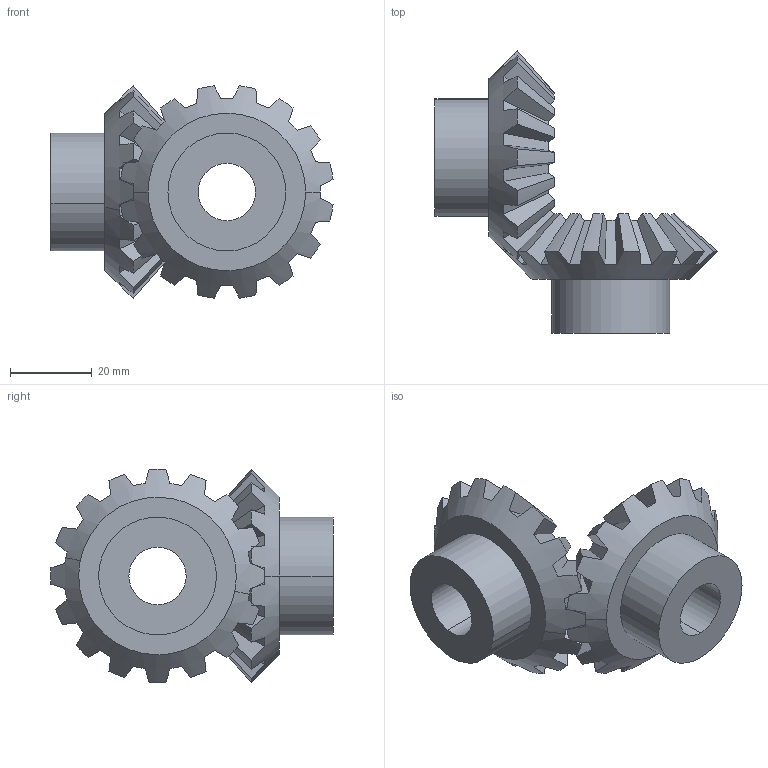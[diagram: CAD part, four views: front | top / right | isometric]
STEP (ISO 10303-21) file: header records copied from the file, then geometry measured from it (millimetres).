
FILE_DESCRIPTION(('STEP AP214'),'1');
FILE_NAME('p_301616.stp','2018-09-06T08:35:43',('TraceParts'),('TraceParts S.A.'),'Spatial InterOp 3D',' ',' ');
FILE_SCHEMA(('automotive_design'));
Length unit declared in the file: millimetre
Products named in the file (2): p_301616_1; p_301616_2
Bounding box: 68.97 x 69.14 x 52.28 mm (x, y, z)
Volume: 47374.2 mm3; surface area: 15791.4 mm2
Topology: 2 solids, 2 shells, 150 faces, 434 edges, 290 vertices
Faces by surface type: plane 102, cone 40, cylinder 8
Entity records: 4762 total; most frequent: CARTESIAN_POINT 1276, ORIENTED_EDGE 868, DIRECTION 628, EDGE_CURVE 434, VERTEX_POINT 290, AXIS2_PLACEMENT_3D 242, EDGE_LOOP 156, ADVANCED_FACE 150
